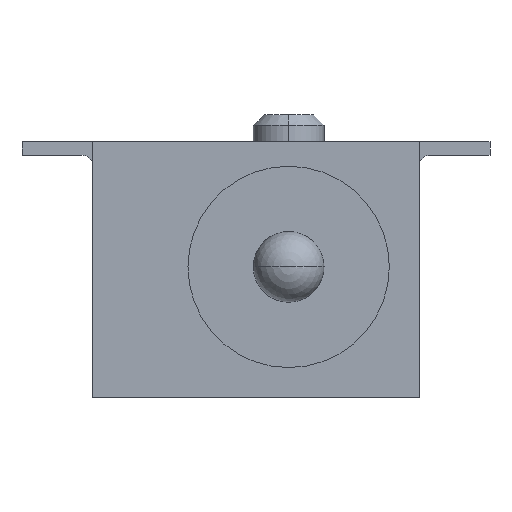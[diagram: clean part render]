
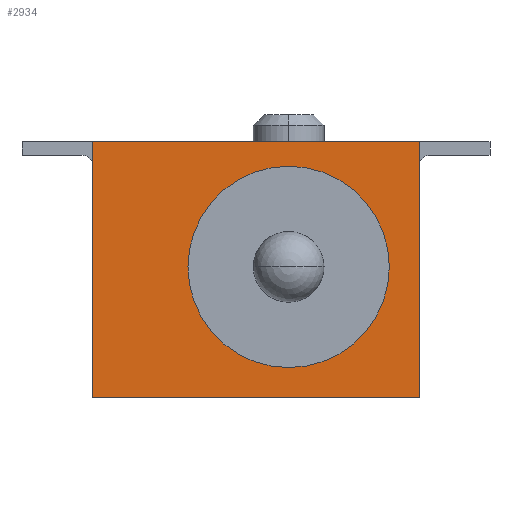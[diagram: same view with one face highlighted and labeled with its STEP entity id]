
A CAD part, front view. The second image highlights one B-rep face of the part: STEP entity #2934.
In plain terms, the highlighted planar face has unit normal (0, -1, 0).
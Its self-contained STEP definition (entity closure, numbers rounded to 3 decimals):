
#982=DIRECTION('',(1.,0.,0.));
#983=VECTOR('',#982,6.);
#984=CARTESIAN_POINT('',(-3.,-4.5,0.));
#985=LINE('',#984,#983);
#986=DIRECTION('',(0.,0.,-1.));
#987=VECTOR('',#986,4.7);
#988=CARTESIAN_POINT('',(-3.,-4.5,4.7));
#989=LINE('',#988,#987);
#990=DIRECTION('',(-1.,0.,0.));
#991=VECTOR('',#990,6.);
#992=CARTESIAN_POINT('',(3.,-4.5,4.7));
#993=LINE('',#992,#991);
#994=DIRECTION('',(0.,0.,1.));
#995=VECTOR('',#994,4.7);
#996=CARTESIAN_POINT('',(3.,-4.5,0.));
#997=LINE('',#996,#995);
#998=CARTESIAN_POINT('',(0.6,-4.5,2.4));
#999=DIRECTION('',(0.,1.,0.));
#1000=DIRECTION('',(1.,0.,0.));
#1001=AXIS2_PLACEMENT_3D('',#998,#999,#1000);
#1003=CARTESIAN_POINT('',(0.6,-4.5,2.4));
#1004=DIRECTION('',(0.,1.,0.));
#1005=DIRECTION('',(-1.,0.,0.));
#1006=AXIS2_PLACEMENT_3D('',#1003,#1004,#1005);
#1249=CARTESIAN_POINT('',(3.,-4.5,0.));
#1250=VERTEX_POINT('',#1249);
#1251=CARTESIAN_POINT('',(-3.,-4.5,0.));
#1252=VERTEX_POINT('',#1251);
#1275=CARTESIAN_POINT('',(-3.,-4.5,4.7));
#1276=VERTEX_POINT('',#1275);
#1354=CARTESIAN_POINT('',(3.,-4.5,4.7));
#1355=VERTEX_POINT('',#1354);
#1457=CARTESIAN_POINT('',(2.45,-4.5,2.4));
#1458=CARTESIAN_POINT('',(-1.25,-4.5,2.4));
#1459=VERTEX_POINT('',#1457);
#1460=VERTEX_POINT('',#1458);
#2915=CARTESIAN_POINT('',(0.,-4.5,2.35));
#2916=DIRECTION('',(0.,1.,0.));
#2917=DIRECTION('',(1.,0.,0.));
#2918=AXIS2_PLACEMENT_3D('',#2915,#2916,#2917);
#2919=PLANE('',#2918);
#2921=ORIENTED_EDGE('',*,*,#2920,.F.);
#2922=ORIENTED_EDGE('',*,*,#2908,.F.);
#2923=ORIENTED_EDGE('',*,*,#1819,.F.);
#2925=ORIENTED_EDGE('',*,*,#2924,.F.);
#2926=EDGE_LOOP('',(#2921,#2922,#2923,#2925));
#2927=FACE_OUTER_BOUND('',#2926,.F.);
#2929=ORIENTED_EDGE('',*,*,#2928,.F.);
#2931=ORIENTED_EDGE('',*,*,#2930,.F.);
#2932=EDGE_LOOP('',(#2929,#2931));
#2933=FACE_BOUND('',#2932,.F.);
#1002=CIRCLE('',#1001,1.85);
#1007=CIRCLE('',#1006,1.85);
#1819=EDGE_CURVE('',#1355,#1276,#993,.T.);
#2908=EDGE_CURVE('',#1276,#1252,#989,.T.);
#2920=EDGE_CURVE('',#1252,#1250,#985,.T.);
#2924=EDGE_CURVE('',#1250,#1355,#997,.T.);
#2928=EDGE_CURVE('',#1459,#1460,#1002,.T.);
#2930=EDGE_CURVE('',#1460,#1459,#1007,.T.);
#2934=ADVANCED_FACE('',(#2927,#2933),#2919,.F.);
